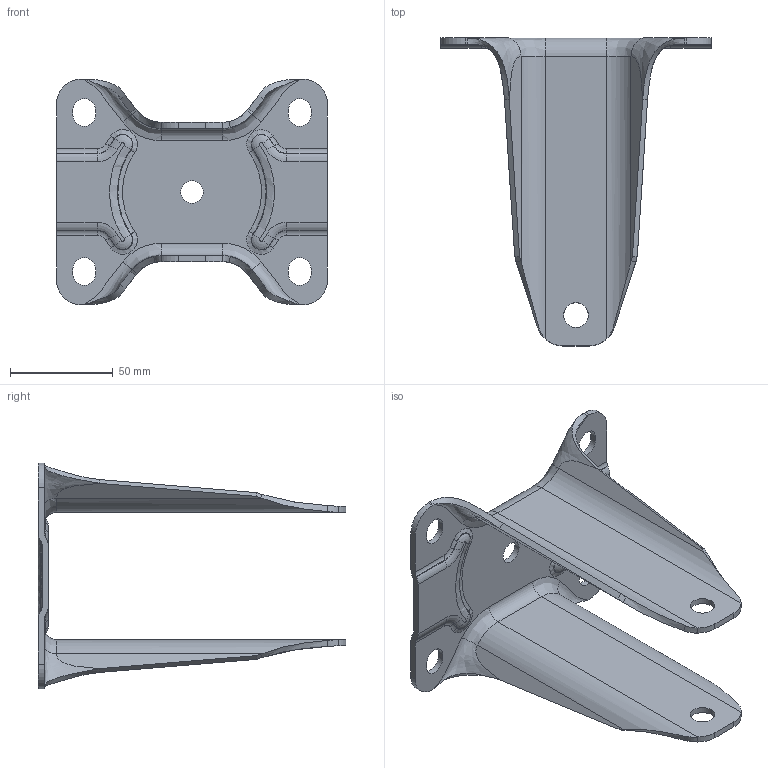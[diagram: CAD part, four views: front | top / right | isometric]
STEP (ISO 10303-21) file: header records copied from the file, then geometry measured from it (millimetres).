
FILE_DESCRIPTION (( 'STEP AP214' ), '1' );
FILE_NAME ('0055270.step', '2024-11-28T17:00:35', ( '' ), ( '' ), 'SwSTEP 2.0', 'SolidWorks 2020', '' );
FILE_SCHEMA (( 'AUTOMOTIVE_DESIGN' ));
Length unit declared in the file: millimetre
Products named in the file (1): 0055270
Bounding box: 132 x 150 x 110 mm (x, y, z)
Volume: 88940 mm3; surface area: 63269.8 mm2
Topology: 1 solids, 1 shells, 212 faces, 518 edges, 308 vertices
Faces by surface type: bspline 112, cylinder 50, plane 50
Entity records: 19011 total; most frequent: CARTESIAN_POINT 12386, ORIENTED_EDGE 1036, DIRECTION 682, EDGE_CURVE 518, VERTEX_POINT 308, AXIS2_PLACEMENT_3D 238, EDGE_LOOP 226, UNCERTAINTY_MEASURE_WITH_UNIT 215
